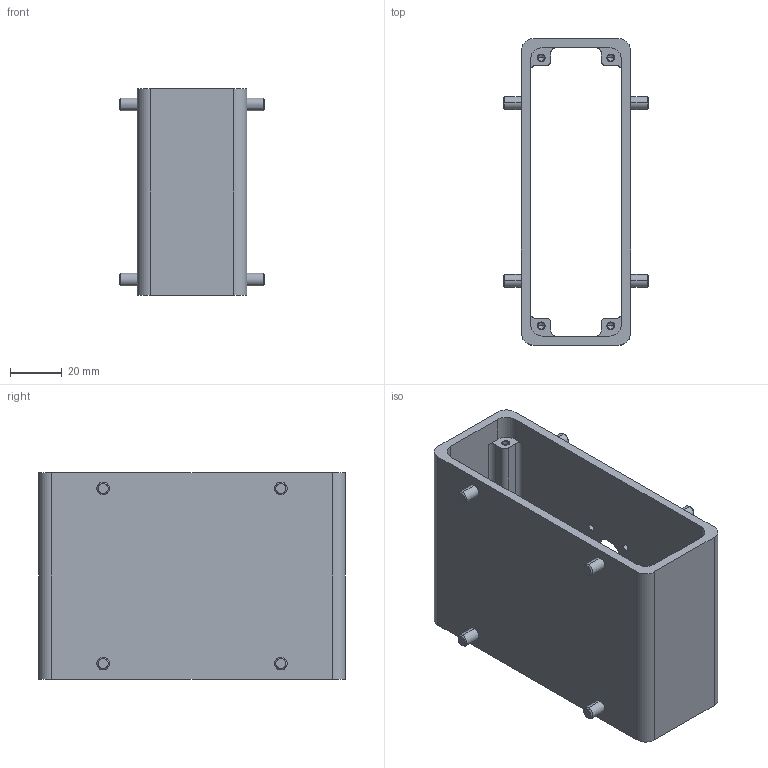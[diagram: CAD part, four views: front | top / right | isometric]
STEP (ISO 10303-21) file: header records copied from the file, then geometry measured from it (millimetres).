
FILE_DESCRIPTION((''),'2;1');
FILE_NAME('ADAPTATEUR-SOCAPEX','2018-07-23T',('Romain Aubard'),(''),'CREO PARAMETRIC BY PTC INC, 2016260','CREO PARAMETRIC BY PTC INC, 2016260','');
FILE_SCHEMA(('CONFIG_CONTROL_DESIGN'));
Length unit declared in the file: millimetre
Products named in the file (1): ADAPTATEUR-SOCAPEX
Bounding box: 56.5 x 119 x 80 mm (x, y, z)
Volume: 98798 mm3; surface area: 52774.5 mm2
Topology: 1 solids, 13 shells, 164 faces, 422 edges, 268 vertices
Faces by surface type: cylinder 90, plane 42, cone 32
Entity records: 4993 total; most frequent: DIRECTION 948, CARTESIAN_POINT 839, ORIENTED_EDGE 764, EDGE_CURVE 406, AXIS2_PLACEMENT_3D 377, VERTEX_POINT 268, CIRCLE 212, EDGE_LOOP 200
